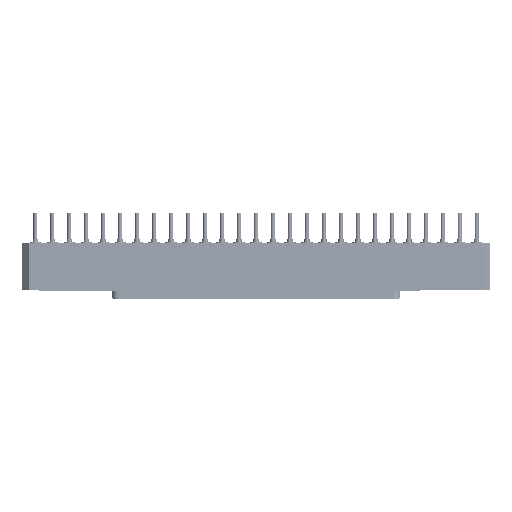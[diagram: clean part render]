
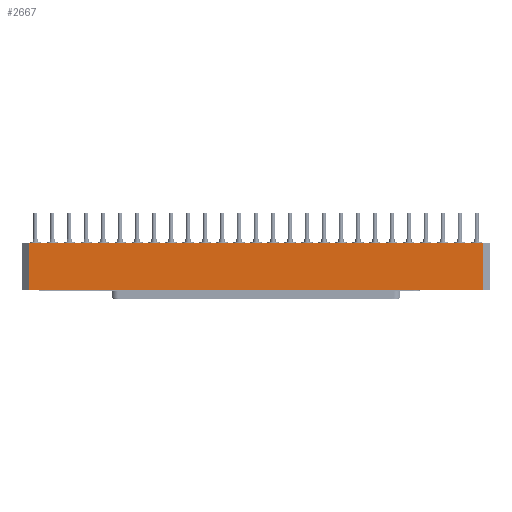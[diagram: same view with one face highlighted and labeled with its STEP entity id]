
A CAD part, front view. The second image highlights one B-rep face of the part: STEP entity #2667.
In plain terms, the highlighted planar face has unit normal (0, -1, 0).
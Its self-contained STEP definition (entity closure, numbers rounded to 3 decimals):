
#2667=ADVANCED_FACE('',(#37175),#37177,.T.);
#37175=FACE_BOUND('',#37176,.T.);
#37176=EDGE_LOOP('',(#71816,#71817,#71818,#71819));
#37177=PLANE('',#37178);
#37178=AXIS2_PLACEMENT_3D('',#37179,#37180,#37181);
#37179=CARTESIAN_POINT('',(-17.5,-17.5,0.));
#37180=DIRECTION('',(0.,-1.,0.));
#37181=DIRECTION('',(1.,0.,0.));
#71816=ORIENTED_EDGE('',*,*,#79873,.T.);
#71817=ORIENTED_EDGE('',*,*,#79875,.F.);
#71818=ORIENTED_EDGE('',*,*,#79876,.F.);
#71819=ORIENTED_EDGE('',*,*,#79863,.T.);
#79863=EDGE_CURVE('',#84819,#84817,#84820,.T.);
#79873=EDGE_CURVE('',#84817,#84836,#84837,.T.);
#79875=EDGE_CURVE('',#84839,#84836,#84840,.T.);
#79876=EDGE_CURVE('',#84819,#84839,#84841,.T.);
#84817=VERTEX_POINT('',#95031);
#84819=VERTEX_POINT('',#95035);
#84820=LINE('',#95036,#95037);
#84836=VERTEX_POINT('',#95072);
#84837=LINE('',#95073,#95074);
#84839=VERTEX_POINT('',#95079);
#84840=LINE('',#95080,#95081);
#84841=LINE('',#95083,#95084);
#95031=CARTESIAN_POINT('',(17.,-17.5,0.));
#95035=CARTESIAN_POINT('',(-17.,-17.5,0.));
#95036=CARTESIAN_POINT('',(-17.,-17.5,0.));
#95037=VECTOR('',#95038,1.);
#95038=DIRECTION('',(1.,0.,0.));
#95072=CARTESIAN_POINT('',(17.,-17.5,3.5));
#95073=CARTESIAN_POINT('',(17.,-17.5,0.));
#95074=VECTOR('',#95075,1.);
#95075=DIRECTION('',(0.,0.,1.));
#95079=CARTESIAN_POINT('',(-17.,-17.5,3.5));
#95080=CARTESIAN_POINT('',(-17.,-17.5,3.5));
#95081=VECTOR('',#95082,1.);
#95082=DIRECTION('',(1.,0.,0.));
#95083=CARTESIAN_POINT('',(-17.,-17.5,0.));
#95084=VECTOR('',#95085,1.);
#95085=DIRECTION('',(0.,0.,1.));
